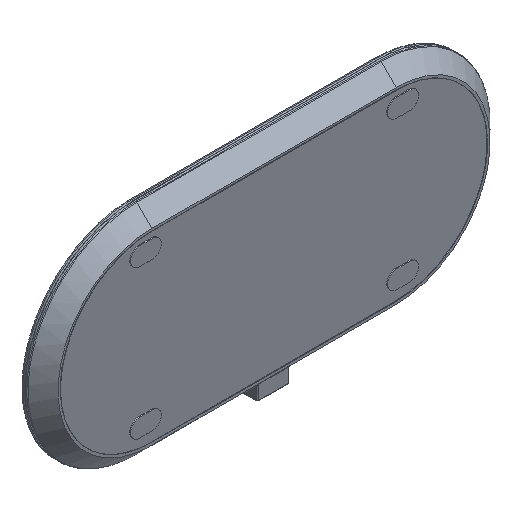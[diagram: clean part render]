
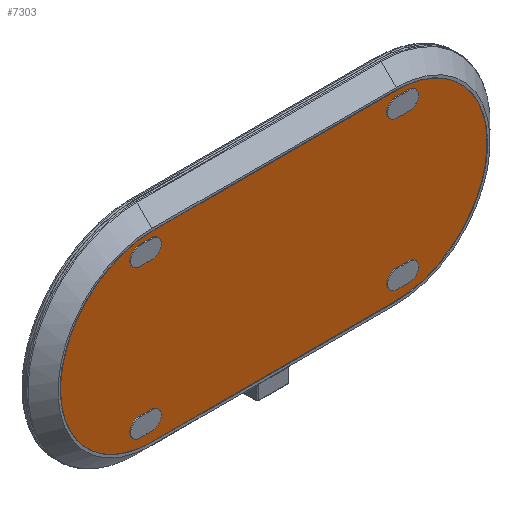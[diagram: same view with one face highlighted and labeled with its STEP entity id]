
A CAD part, isometric view. The second image highlights one B-rep face of the part: STEP entity #7303.
In plain terms, the highlighted free-form (B-spline) face has degree [1, 1] with [2, 2] control points.
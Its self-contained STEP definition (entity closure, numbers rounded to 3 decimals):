
#7202 = VERTEX_POINT('',#7203);
#7203 = CARTESIAN_POINT('',(47.185,0.199,
    -35.265));
#7208 = EDGE_CURVE('',#7202,#7209,#7211,.T.);
#7209 = VERTEX_POINT('',#7210);
#7210 = CARTESIAN_POINT('',(47.185,0.199,
    35.265));
#7211 = ( BOUNDED_CURVE() B_SPLINE_CURVE(2,(#7212,#7213,#7214,#7215,
#7216),.UNSPECIFIED.,.F.,.F.) B_SPLINE_CURVE_WITH_KNOTS((3,2,3),(0.,
1.571,3.142),.PIECEWISE_BEZIER_KNOTS.) CURVE() 
GEOMETRIC_REPRESENTATION_ITEM() RATIONAL_B_SPLINE_CURVE((1.,
0.707,1.,0.707,1.)) REPRESENTATION_ITEM('') );
#7212 = CARTESIAN_POINT('',(47.185,0.199,
    -35.265));
#7213 = CARTESIAN_POINT('',(82.45,0.199,
    -35.265));
#7214 = CARTESIAN_POINT('',(82.45,0.199,
    0.));
#7215 = CARTESIAN_POINT('',(82.45,0.199,
    35.265));
#7216 = CARTESIAN_POINT('',(47.185,0.199,
    35.265));
#7240 = EDGE_CURVE('',#7241,#7202,#7243,.T.);
#7241 = VERTEX_POINT('',#7242);
#7242 = CARTESIAN_POINT('',(-47.185,0.199,
    -35.265));
#7243 = B_SPLINE_CURVE_WITH_KNOTS('',1,(#7244,#7245),.UNSPECIFIED.,.F.,
  .F.,(2,2),(0.,95.),.PIECEWISE_BEZIER_KNOTS.);
#7244 = CARTESIAN_POINT('',(-47.185,0.199,
    -35.265));
#7245 = CARTESIAN_POINT('',(47.185,0.199,
    -35.265));
#7261 = VERTEX_POINT('',#7262);
#7262 = CARTESIAN_POINT('',(-47.185,0.199,
    35.265));
#7267 = EDGE_CURVE('',#7261,#7241,#7268,.T.);
#7268 = ( BOUNDED_CURVE() B_SPLINE_CURVE(2,(#7269,#7270,#7271,#7272,
#7273),.UNSPECIFIED.,.F.,.F.) B_SPLINE_CURVE_WITH_KNOTS((3,2,3),(
    3.142,4.712,6.283),
.PIECEWISE_BEZIER_KNOTS.) CURVE() GEOMETRIC_REPRESENTATION_ITEM() 
RATIONAL_B_SPLINE_CURVE((1.,0.707,1.,0.707,1.)) 
REPRESENTATION_ITEM('') );
#7269 = CARTESIAN_POINT('',(-47.185,0.199,
    35.265));
#7270 = CARTESIAN_POINT('',(-82.45,0.199,
    35.265));
#7271 = CARTESIAN_POINT('',(-82.45,0.199,
    0.));
#7272 = CARTESIAN_POINT('',(-82.45,0.199,
    -35.265));
#7273 = CARTESIAN_POINT('',(-47.185,0.199,
    -35.265));
#7293 = EDGE_CURVE('',#7209,#7261,#7294,.T.);
#7294 = B_SPLINE_CURVE_WITH_KNOTS('',1,(#7295,#7296),.UNSPECIFIED.,.F.,
  .F.,(2,2),(0.,95.),.PIECEWISE_BEZIER_KNOTS.);
#7295 = CARTESIAN_POINT('',(47.185,0.199,
    35.265));
#7296 = CARTESIAN_POINT('',(-47.185,0.199,
    35.265));
#7303 = ADVANCED_FACE('',(#7304,#7340,#7376),#7382,.T.);
#7304 = FACE_BOUND('',#7305,.T.);
#7305 = EDGE_LOOP('',(#7306,#7318,#7325,#7335));
#7306 = ORIENTED_EDGE('',*,*,#7307,.T.);
#7307 = EDGE_CURVE('',#7308,#7310,#7312,.T.);
#7308 = VERTEX_POINT('',#7309);
#7309 = CARTESIAN_POINT('',(52.152,0.199,
    33.046));
#7310 = VERTEX_POINT('',#7311);
#7311 = CARTESIAN_POINT('',(52.152,0.199,
    26.092));
#7312 = ( BOUNDED_CURVE() B_SPLINE_CURVE(2,(#7313,#7314,#7315,#7316,
#7317),.UNSPECIFIED.,.F.,.F.) B_SPLINE_CURVE_WITH_KNOTS((3,2,3),(
    3.142,4.712,6.283),
.PIECEWISE_BEZIER_KNOTS.) CURVE() GEOMETRIC_REPRESENTATION_ITEM() 
RATIONAL_B_SPLINE_CURVE((1.,0.707,1.,0.707,1.)) 
REPRESENTATION_ITEM('') );
#7313 = CARTESIAN_POINT('',(52.152,0.199,
    33.046));
#7314 = CARTESIAN_POINT('',(55.629,0.199,
    33.046));
#7315 = CARTESIAN_POINT('',(55.629,0.199,
    29.569));
#7316 = CARTESIAN_POINT('',(55.629,0.199,
    26.092));
#7317 = CARTESIAN_POINT('',(52.152,0.199,
    26.092));
#7318 = ORIENTED_EDGE('',*,*,#7319,.T.);
#7319 = EDGE_CURVE('',#7310,#7320,#7322,.T.);
#7320 = VERTEX_POINT('',#7321);
#7321 = CARTESIAN_POINT('',(47.185,0.199,
    26.092));
#7322 = B_SPLINE_CURVE_WITH_KNOTS('',1,(#7323,#7324),.UNSPECIFIED.,.F.,
  .F.,(2,2),(-52.5,-47.5),.PIECEWISE_BEZIER_KNOTS.);
#7323 = CARTESIAN_POINT('',(52.152,0.199,
    26.092));
#7324 = CARTESIAN_POINT('',(47.185,0.199,
    26.092));
#7325 = ORIENTED_EDGE('',*,*,#7326,.T.);
#7326 = EDGE_CURVE('',#7320,#7327,#7329,.T.);
#7327 = VERTEX_POINT('',#7328);
#7328 = CARTESIAN_POINT('',(47.185,0.199,
    33.046));
#7329 = ( BOUNDED_CURVE() B_SPLINE_CURVE(2,(#7330,#7331,#7332,#7333,
#7334),.UNSPECIFIED.,.F.,.F.) B_SPLINE_CURVE_WITH_KNOTS((3,2,3),(0.,
1.571,3.142),.PIECEWISE_BEZIER_KNOTS.) CURVE() 
GEOMETRIC_REPRESENTATION_ITEM() RATIONAL_B_SPLINE_CURVE((1.,
0.707,1.,0.707,1.)) REPRESENTATION_ITEM('') );
#7330 = CARTESIAN_POINT('',(47.185,0.199,
    26.092));
#7331 = CARTESIAN_POINT('',(43.709,0.199,
    26.092));
#7332 = CARTESIAN_POINT('',(43.709,0.199,
    29.569));
#7333 = CARTESIAN_POINT('',(43.709,0.199,
    33.046));
#7334 = CARTESIAN_POINT('',(47.185,0.199,
    33.046));
#7335 = ORIENTED_EDGE('',*,*,#7336,.F.);
#7336 = EDGE_CURVE('',#7308,#7327,#7337,.T.);
#7337 = B_SPLINE_CURVE_WITH_KNOTS('',1,(#7338,#7339),.UNSPECIFIED.,.F.,
  .F.,(2,2),(-52.5,-47.5),.PIECEWISE_BEZIER_KNOTS.);
#7338 = CARTESIAN_POINT('',(52.152,0.199,
    33.046));
#7339 = CARTESIAN_POINT('',(47.185,0.199,
    33.046));
#7340 = FACE_BOUND('',#7341,.T.);
#7341 = EDGE_LOOP('',(#7342,#7354,#7361,#7371));
#7342 = ORIENTED_EDGE('',*,*,#7343,.T.);
#7343 = EDGE_CURVE('',#7344,#7346,#7348,.T.);
#7344 = VERTEX_POINT('',#7345);
#7345 = CARTESIAN_POINT('',(47.185,0.199,
    -31.275));
#7346 = VERTEX_POINT('',#7347);
#7347 = CARTESIAN_POINT('',(47.185,0.199,
    -24.321));
#7348 = ( BOUNDED_CURVE() B_SPLINE_CURVE(2,(#7349,#7350,#7351,#7352,
#7353),.UNSPECIFIED.,.F.,.F.) B_SPLINE_CURVE_WITH_KNOTS((3,2,3),(0.,
1.571,3.142),.PIECEWISE_BEZIER_KNOTS.) CURVE() 
GEOMETRIC_REPRESENTATION_ITEM() RATIONAL_B_SPLINE_CURVE((1.,
0.707,1.,0.707,1.)) REPRESENTATION_ITEM('') );
#7349 = CARTESIAN_POINT('',(47.185,0.199,
    -31.275));
#7350 = CARTESIAN_POINT('',(43.709,0.199,
    -31.275));
#7351 = CARTESIAN_POINT('',(43.709,0.199,
    -27.798));
#7352 = CARTESIAN_POINT('',(43.709,0.199,
    -24.321));
#7353 = CARTESIAN_POINT('',(47.185,0.199,
    -24.321));
#7354 = ORIENTED_EDGE('',*,*,#7355,.T.);
#7355 = EDGE_CURVE('',#7346,#7356,#7358,.T.);
#7356 = VERTEX_POINT('',#7357);
#7357 = CARTESIAN_POINT('',(52.152,0.199,
    -24.321));
#7358 = B_SPLINE_CURVE_WITH_KNOTS('',1,(#7359,#7360),.UNSPECIFIED.,.F.,
  .F.,(2,2),(47.5,52.5),.PIECEWISE_BEZIER_KNOTS.);
#7359 = CARTESIAN_POINT('',(47.185,0.199,
    -24.321));
#7360 = CARTESIAN_POINT('',(52.152,0.199,
    -24.321));
#7361 = ORIENTED_EDGE('',*,*,#7362,.T.);
#7362 = EDGE_CURVE('',#7356,#7363,#7365,.T.);
#7363 = VERTEX_POINT('',#7364);
#7364 = CARTESIAN_POINT('',(52.152,0.199,
    -31.275));
#7365 = ( BOUNDED_CURVE() B_SPLINE_CURVE(2,(#7366,#7367,#7368,#7369,
#7370),.UNSPECIFIED.,.F.,.F.) B_SPLINE_CURVE_WITH_KNOTS((3,2,3),(
    3.142,4.712,6.283),
.PIECEWISE_BEZIER_KNOTS.) CURVE() GEOMETRIC_REPRESENTATION_ITEM() 
RATIONAL_B_SPLINE_CURVE((1.,0.707,1.,0.707,1.)) 
REPRESENTATION_ITEM('') );
#7366 = CARTESIAN_POINT('',(52.152,0.199,
    -24.321));
#7367 = CARTESIAN_POINT('',(55.629,0.199,
    -24.321));
#7368 = CARTESIAN_POINT('',(55.629,0.199,
    -27.798));
#7369 = CARTESIAN_POINT('',(55.629,0.199,
    -31.275));
#7370 = CARTESIAN_POINT('',(52.152,0.199,
    -31.275));
#7371 = ORIENTED_EDGE('',*,*,#7372,.F.);
#7372 = EDGE_CURVE('',#7344,#7363,#7373,.T.);
#7373 = B_SPLINE_CURVE_WITH_KNOTS('',1,(#7374,#7375),.UNSPECIFIED.,.F.,
  .F.,(2,2),(47.5,52.5),.PIECEWISE_BEZIER_KNOTS.);
#7374 = CARTESIAN_POINT('',(47.185,0.199,
    -31.275));
#7375 = CARTESIAN_POINT('',(52.152,0.199,
    -31.275));
#7376 = FACE_BOUND('',#7377,.T.);
#7377 = EDGE_LOOP('',(#7378,#7379,#7380,#7381));
#7378 = ORIENTED_EDGE('',*,*,#7208,.T.);
#7379 = ORIENTED_EDGE('',*,*,#7293,.T.);
#7380 = ORIENTED_EDGE('',*,*,#7267,.T.);
#7381 = ORIENTED_EDGE('',*,*,#7240,.T.);
#7382 = B_SPLINE_SURFACE_WITH_KNOTS('',1,1,(
    (#7383,#7384)
    ,(#7385,#7386
    )),.UNSPECIFIED.,.F.,.F.,.F.,(2,2),(2,2),(-35.5,35.5),(-130.5,35.5),
  .PIECEWISE_BEZIER_KNOTS.);
#7383 = CARTESIAN_POINT('',(-82.45,0.199,
    35.265));
#7384 = CARTESIAN_POINT('',(82.45,0.199,
    35.265));
#7385 = CARTESIAN_POINT('',(-82.45,0.199,
    -35.265));
#7386 = CARTESIAN_POINT('',(82.45,0.199,
    -35.265));
